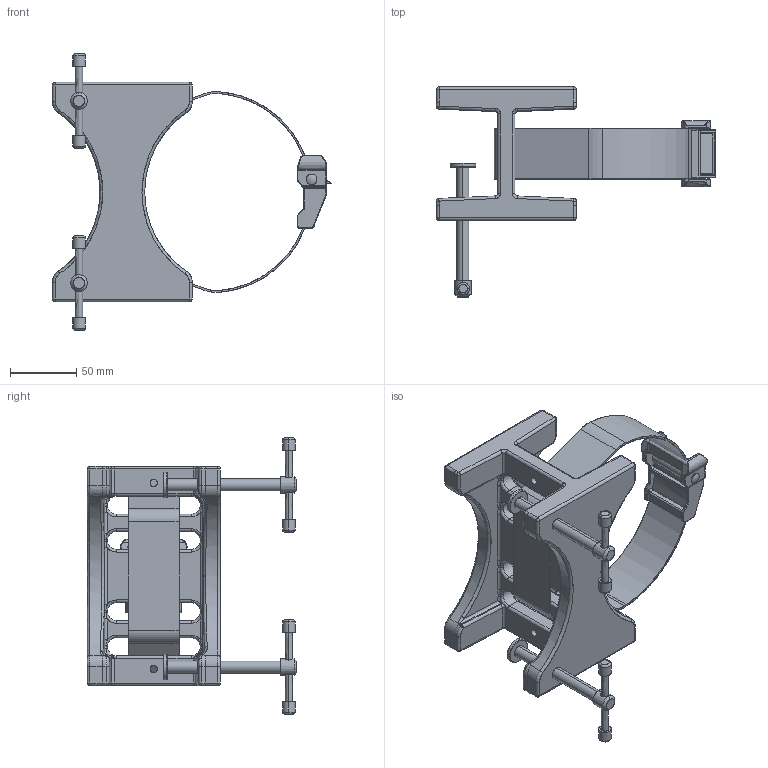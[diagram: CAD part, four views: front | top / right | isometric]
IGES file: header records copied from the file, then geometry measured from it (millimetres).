
Start section: SolidWorks IGES file using analytic representation for surfaces
Global section: file name: 117HNTC 11800 Bench mounted cylinder support bracket c_w strap.IGS; native system: SolidWorks 2009; preprocessor: SolidWorks 2009; author: cad; date: 091014.122037; units: millimetre
Bounding box: 210.05 x 157.78 x 207.9 mm (x, y, z)
Surface area: 139505.5 mm2 (no closed solid volume)
Topology: 0 solids, 0 shells, 882 faces, 8400 edges, 8336 vertices
Faces by surface type: bspline 468, revolution 414
